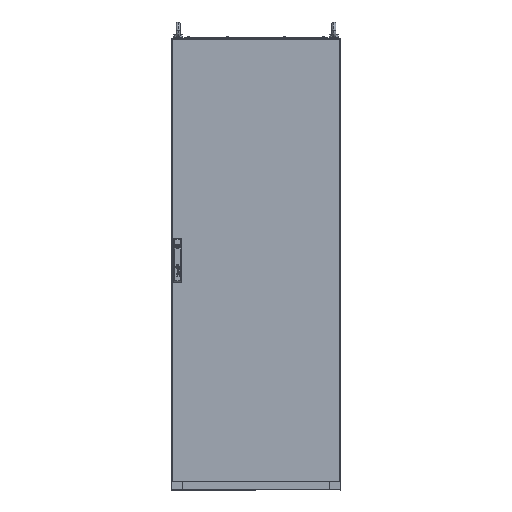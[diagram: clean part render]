
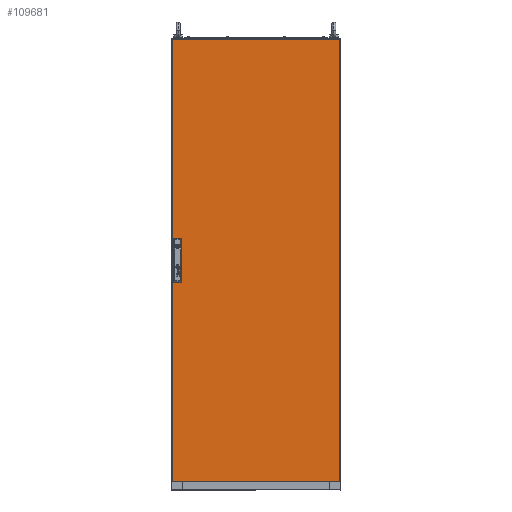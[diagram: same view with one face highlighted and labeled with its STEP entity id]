
A CAD part, top view. The second image highlights one B-rep face of the part: STEP entity #109681.
In plain terms, the highlighted planar face has unit normal (0, 0, 1).
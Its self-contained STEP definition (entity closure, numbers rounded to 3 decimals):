
#2570 = EDGE_CURVE ( 'NONE', #155599, #82957, #72734, .T. ) ;
#6263 = VECTOR ( 'NONE', #135981, 1000. ) ;
#8538 = VECTOR ( 'NONE', #106456, 1000. ) ;
#10818 = CARTESIAN_POINT ( 'NONE',  ( -265.7, 38.5, 0. ) ) ;
#12609 = CARTESIAN_POINT ( 'NONE',  ( -297., 797., 0. ) ) ;
#13132 = EDGE_CURVE ( 'NONE', #119470, #131150, #147802, .T. ) ;
#13784 = EDGE_LOOP ( 'NONE', ( #66202, #98564, #124975, #59975 ) ) ;
#13787 = VECTOR ( 'NONE', #80061, 1000. ) ;
#14761 = CARTESIAN_POINT ( 'NONE',  ( -265.7, -61.5, 0. ) ) ;
#15173 = CARTESIAN_POINT ( 'NONE',  ( -290.7, 88.5, 0. ) ) ;
#15802 = DIRECTION ( 'NONE',  ( 0., -1., 0. ) ) ;
#18341 = VERTEX_POINT ( 'NONE', #77559 ) ;
#18909 = CARTESIAN_POINT ( 'NONE',  ( 297., -770., 0. ) ) ;
#19467 = CARTESIAN_POINT ( 'NONE',  ( -265.7, 38.5, 0. ) ) ;
#20553 = FACE_OUTER_BOUND ( 'NONE', #13784, .T. ) ;
#22245 = CARTESIAN_POINT ( 'NONE',  ( -297., 797., 0. ) ) ;
#24226 = EDGE_CURVE ( 'NONE', #18341, #26812, #93870, .T. ) ;
#26812 = VERTEX_POINT ( 'NONE', #19467 ) ;
#28518 = DIRECTION ( 'NONE',  ( -1., 0., 0. ) ) ;
#29269 = CARTESIAN_POINT ( 'NONE',  ( -297., -770., 0. ) ) ;
#30746 = CARTESIAN_POINT ( 'NONE',  ( -290.7, -61.5, 0. ) ) ;
#30930 = VECTOR ( 'NONE', #15802, 1000. ) ;
#33899 = CARTESIAN_POINT ( 'NONE',  ( -265.7, -61.5, 0. ) ) ;
#34451 = VECTOR ( 'NONE', #70047, 1000. ) ;
#34885 = CARTESIAN_POINT ( 'NONE',  ( -290.7, -11.5, 0. ) ) ;
#37962 = CARTESIAN_POINT ( 'NONE',  ( 297., 797., 0. ) ) ;
#39301 = CARTESIAN_POINT ( 'NONE',  ( -265.7, 88.5, 0. ) ) ;
#45588 = LINE ( 'NONE', #10818, #57243 ) ;
#48231 = EDGE_LOOP ( 'NONE', ( #66769, #100298, #63364, #66048 ) ) ;
#49930 = EDGE_CURVE ( 'NONE', #91801, #18341, #89632, .T. ) ;
#50272 = VERTEX_POINT ( 'NONE', #14761 ) ;
#53335 = CARTESIAN_POINT ( 'NONE',  ( -297., -770., 0. ) ) ;
#55189 = DIRECTION ( 'NONE',  ( 0., 0., 1. ) ) ;
#57243 = VECTOR ( 'NONE', #69926, 1000. ) ;
#58086 = VECTOR ( 'NONE', #131313, 1000. ) ;
#58793 = CARTESIAN_POINT ( 'NONE',  ( -290.7, 38.5, 0. ) ) ;
#59975 = ORIENTED_EDGE ( 'NONE', *, *, #84712, .T. ) ;
#60438 = CARTESIAN_POINT ( 'NONE',  ( -265.7, -11.5, 0. ) ) ;
#61360 = VECTOR ( 'NONE', #101400, 1000. ) ;
#63364 = ORIENTED_EDGE ( 'NONE', *, *, #108702, .F. ) ;
#63703 = ORIENTED_EDGE ( 'NONE', *, *, #69695, .F. ) ;
#65443 = LINE ( 'NONE', #101697, #74770 ) ;
#65972 = ORIENTED_EDGE ( 'NONE', *, *, #155864, .F. ) ;
#66048 = ORIENTED_EDGE ( 'NONE', *, *, #24226, .F. ) ;
#66202 = ORIENTED_EDGE ( 'NONE', *, *, #2570, .T. ) ;
#66223 = FACE_BOUND ( 'NONE', #140866, .T. ) ;
#66769 = ORIENTED_EDGE ( 'NONE', *, *, #49930, .F. ) ;
#67012 = CARTESIAN_POINT ( 'NONE',  ( 0., 0., 0. ) ) ;
#69695 = EDGE_CURVE ( 'NONE', #131150, #77026, #100072, .T. ) ;
#69926 = DIRECTION ( 'NONE',  ( 0., 1., 0. ) ) ;
#70047 = DIRECTION ( 'NONE',  ( 1., 0., 0. ) ) ;
#72734 = LINE ( 'NONE', #85365, #83756 ) ;
#74770 = VECTOR ( 'NONE', #28518, 1000. ) ;
#77026 = VERTEX_POINT ( 'NONE', #30746 ) ;
#77559 = CARTESIAN_POINT ( 'NONE',  ( -290.7, 38.5, 0. ) ) ;
#80061 = DIRECTION ( 'NONE',  ( 0., -1., 0. ) ) ;
#81809 = DIRECTION ( 'NONE',  ( 0., 1., 0. ) ) ;
#82957 = VERTEX_POINT ( 'NONE', #29269 ) ;
#83756 = VECTOR ( 'NONE', #133468, 1000. ) ;
#84712 = EDGE_CURVE ( 'NONE', #137414, #155599, #133928, .T. ) ;
#85121 = CARTESIAN_POINT ( 'NONE',  ( -290.7, -61.5, 0. ) ) ;
#85365 = CARTESIAN_POINT ( 'NONE',  ( -297., 797., 0. ) ) ;
#87869 = VECTOR ( 'NONE', #95338, 1000. ) ;
#89632 = LINE ( 'NONE', #58793, #13787 ) ;
#91801 = VERTEX_POINT ( 'NONE', #15173 ) ;
#93870 = LINE ( 'NONE', #141967, #8538 ) ;
#95031 = LINE ( 'NONE', #143128, #58086 ) ;
#95338 = DIRECTION ( 'NONE',  ( -1., 0., 0. ) ) ;
#97461 = ORIENTED_EDGE ( 'NONE', *, *, #13132, .F. ) ;
#98564 = ORIENTED_EDGE ( 'NONE', *, *, #144578, .T. ) ;
#99275 = VECTOR ( 'NONE', #81809, 1000. ) ;
#100072 = LINE ( 'NONE', #85121, #30930 ) ;
#100298 = ORIENTED_EDGE ( 'NONE', *, *, #107226, .F. ) ;
#101400 = DIRECTION ( 'NONE',  ( 1., 0., 0. ) ) ;
#101697 = CARTESIAN_POINT ( 'NONE',  ( -265.7, 88.5, 0. ) ) ;
#105605 = AXIS2_PLACEMENT_3D ( 'NONE', #67012, #55189, #116632 ) ;
#106456 = DIRECTION ( 'NONE',  ( 1., 0., 0. ) ) ;
#107226 = EDGE_CURVE ( 'NONE', #153006, #91801, #65443, .T. ) ;
#108702 = EDGE_CURVE ( 'NONE', #26812, #153006, #45588, .T. ) ;
#109681 = ADVANCED_FACE ( 'NONE', ( #124607, #66223, #20553 ), #127746, .T. ) ;
#114781 = LINE ( 'NONE', #53335, #61360 ) ;
#116632 = DIRECTION ( 'NONE',  ( 1., 0., 0. ) ) ;
#118895 = LINE ( 'NONE', #33899, #34451 ) ;
#119470 = VERTEX_POINT ( 'NONE', #60438 ) ;
#122640 = EDGE_CURVE ( 'NONE', #150993, #137414, #125274, .T. ) ;
#123271 = ORIENTED_EDGE ( 'NONE', *, *, #151346, .F. ) ;
#124607 = FACE_BOUND ( 'NONE', #48231, .T. ) ;
#124975 = ORIENTED_EDGE ( 'NONE', *, *, #122640, .T. ) ;
#125274 = LINE ( 'NONE', #153531, #99275 ) ;
#127746 = PLANE ( 'NONE',  #105605 ) ;
#131150 = VERTEX_POINT ( 'NONE', #34885 ) ;
#131313 = DIRECTION ( 'NONE',  ( 0., 1., 0. ) ) ;
#133468 = DIRECTION ( 'NONE',  ( 0., -1., 0. ) ) ;
#133928 = LINE ( 'NONE', #12609, #87869 ) ;
#135981 = DIRECTION ( 'NONE',  ( -1., 0., 0. ) ) ;
#137414 = VERTEX_POINT ( 'NONE', #37962 ) ;
#140866 = EDGE_LOOP ( 'NONE', ( #63703, #97461, #123271, #65972 ) ) ;
#141967 = CARTESIAN_POINT ( 'NONE',  ( -265.7, 38.5, 0. ) ) ;
#143128 = CARTESIAN_POINT ( 'NONE',  ( -265.7, -61.5, 0. ) ) ;
#144578 = EDGE_CURVE ( 'NONE', #82957, #150993, #114781, .T. ) ;
#147802 = LINE ( 'NONE', #148565, #6263 ) ;
#148565 = CARTESIAN_POINT ( 'NONE',  ( -265.7, -11.5, 0. ) ) ;
#150993 = VERTEX_POINT ( 'NONE', #18909 ) ;
#151346 = EDGE_CURVE ( 'NONE', #50272, #119470, #95031, .T. ) ;
#153006 = VERTEX_POINT ( 'NONE', #39301 ) ;
#153531 = CARTESIAN_POINT ( 'NONE',  ( 297., 797., 0. ) ) ;
#155599 = VERTEX_POINT ( 'NONE', #22245 ) ;
#155864 = EDGE_CURVE ( 'NONE', #77026, #50272, #118895, .T. ) ;
